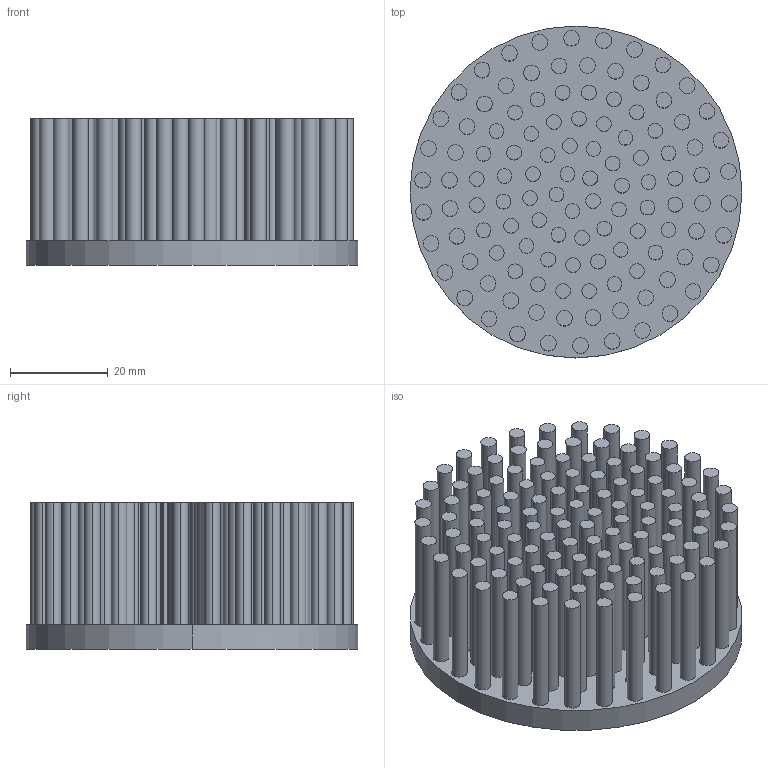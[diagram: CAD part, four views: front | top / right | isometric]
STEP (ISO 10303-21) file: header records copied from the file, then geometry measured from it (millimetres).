
FILE_DESCRIPTION (( 'STEP AP214' ), '1' );
FILE_NAME ('dualled-6830.STEP', '2019-07-03T15:04:17', ( '' ), ( '' ), 'SwSTEP 2.0', 'SolidWorks 2018', '' );
FILE_SCHEMA (( 'AUTOMOTIVE_DESIGN' ));
Length unit declared in the file: millimetre
Products named in the file (1): dualled-6830
Bounding box: 68 x 68 x 30 mm (x, y, z)
Volume: 40246.2 mm3; surface area: 36810 mm2
Topology: 1 solids, 1 shells, 355 faces, 708 edges, 472 vertices
Faces by surface type: cylinder 236, plane 119
Entity records: 9488 total; most frequent: DIRECTION 1892, CARTESIAN_POINT 1536, ORIENTED_EDGE 1416, AXIS2_PLACEMENT_3D 828, EDGE_CURVE 708, VERTEX_POINT 472, EDGE_LOOP 472, CIRCLE 472
